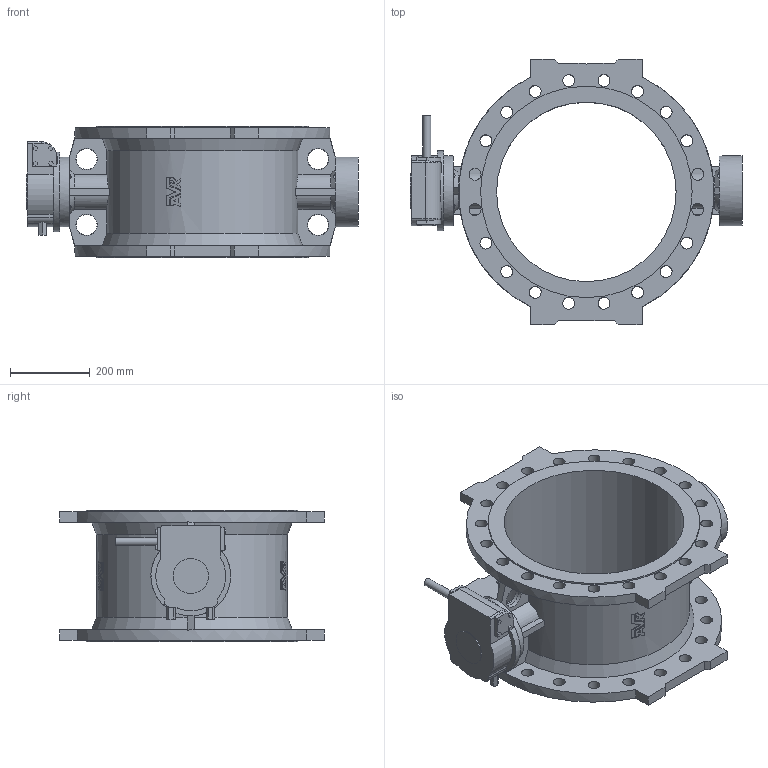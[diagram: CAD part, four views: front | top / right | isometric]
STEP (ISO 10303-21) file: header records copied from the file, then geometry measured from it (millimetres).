
FILE_DESCRIPTION (( 'STEP AP203' ), '1' );
FILE_NAME ('O_756_106_DN450_0XX_AA0_step.step', '2016-03-09T09:38:06', ( 'Windows User' ), ( 'AVK' ), 'SwSTEP 2.0', 'SolidWorks 2012', '' );
FILE_SCHEMA (( 'CONFIG_CONTROL_DESIGN' ));
Length unit declared in the file: millimetre
Products named in the file (1): O_756_106_DN450_0XX_AA0_step
Bounding box: 832 x 664 x 330 mm (x, y, z)
Volume: 21443345.2 mm3; surface area: 1974911.9 mm2
Topology: 1 solids, 1 shells, 429 faces, 1250 edges, 842 vertices
Faces by surface type: plane 239, cylinder 90, bspline 78, cone 20, torus 2
Full cylindrical faces by diameter (mm): 20 x1, 30 x40, 88 x1, 175 x2, 200 x1, 450 x1, 530 x2
Entity records: 18228 total; most frequent: CARTESIAN_POINT 7684, ORIENTED_EDGE 2306, DIRECTION 1796, EDGE_CURVE 1153, VERTEX_POINT 801, LINE 652, VECTOR 652, EDGE_LOOP 594
